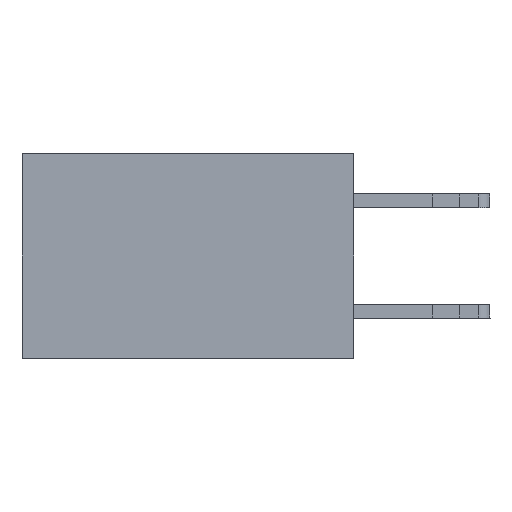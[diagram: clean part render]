
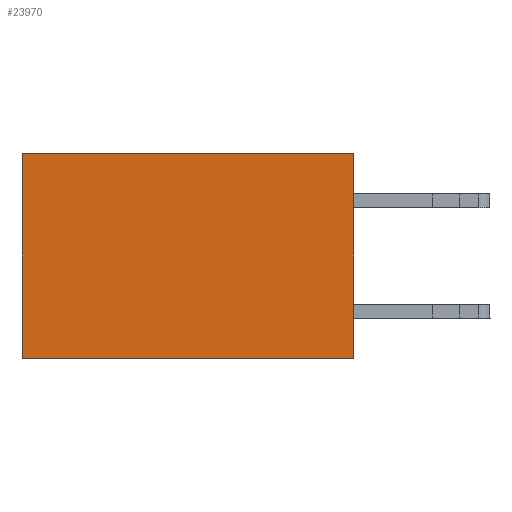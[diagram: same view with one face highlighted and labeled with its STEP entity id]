
A CAD part, left-side view. The second image highlights one B-rep face of the part: STEP entity #23970.
In plain terms, the highlighted planar face has unit normal (-1, 0, 0).
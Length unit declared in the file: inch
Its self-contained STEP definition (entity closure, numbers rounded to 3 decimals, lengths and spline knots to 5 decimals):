
#66 = DIRECTION ( 'NONE',  ( 0., 0., -1. ) ) ;
#2994 = DIRECTION ( 'NONE',  ( 0., 0., -1. ) ) ;
#3432 = AXIS2_PLACEMENT_3D ( 'NONE', #15037, #10682, #2994 ) ;
#3915 = CARTESIAN_POINT ( 'NONE',  ( 0.2875, 0., 0. ) ) ;
#4714 = VECTOR ( 'NONE', #66, 39.37008 ) ;
#6783 = VECTOR ( 'NONE', #14994, 39.37008 ) ;
#7886 = DIRECTION ( 'NONE',  ( 0., 0., -1. ) ) ;
#7918 = EDGE_CURVE ( 'NONE', #12203, #25907, #16442, .T. ) ;
#10267 = ORIENTED_EDGE ( 'NONE', *, *, #23832, .F. ) ;
#10357 = CARTESIAN_POINT ( 'NONE',  ( 0.2875, 0., -0.37 ) ) ;
#10682 = DIRECTION ( 'NONE',  ( 1., 0., 0. ) ) ;
#12203 = VERTEX_POINT ( 'NONE', #22229 ) ;
#12246 = VECTOR ( 'NONE', #16447, 39.37008 ) ;
#12627 = CARTESIAN_POINT ( 'NONE',  ( 0.2875, 0., -0.37 ) ) ;
#12799 = EDGE_CURVE ( 'NONE', #25749, #25907, #16581, .T. ) ;
#14455 = CARTESIAN_POINT ( 'NONE',  ( 0.2875, 0.6, 0. ) ) ;
#14994 = DIRECTION ( 'NONE',  ( 0., 1., 0. ) ) ;
#15037 = CARTESIAN_POINT ( 'NONE',  ( 0.2875, 0., 0. ) ) ;
#15485 = LINE ( 'NONE', #25273, #6783 ) ;
#16236 = ORIENTED_EDGE ( 'NONE', *, *, #17623, .T. ) ;
#16442 = LINE ( 'NONE', #14455, #23203 ) ;
#16447 = DIRECTION ( 'NONE',  ( 0., 1., 0. ) ) ;
#16581 = LINE ( 'NONE', #10357, #12246 ) ;
#16633 = FACE_OUTER_BOUND ( 'NONE', #20608, .T. ) ;
#17239 = CARTESIAN_POINT ( 'NONE',  ( 0.2875, 0.6, -0.37 ) ) ;
#17623 = EDGE_CURVE ( 'NONE', #21288, #12203, #15485, .T. ) ;
#19882 = ORIENTED_EDGE ( 'NONE', *, *, #12799, .F. ) ;
#20193 = ORIENTED_EDGE ( 'NONE', *, *, #7918, .T. ) ;
#20608 = EDGE_LOOP ( 'NONE', ( #20193, #19882, #10267, #16236 ) ) ;
#21288 = VERTEX_POINT ( 'NONE', #23209 ) ;
#22229 = CARTESIAN_POINT ( 'NONE',  ( 0.2875, 0.6, 0. ) ) ;
#22558 = PLANE ( 'NONE',  #3432 ) ;
#23203 = VECTOR ( 'NONE', #7886, 39.37008 ) ;
#23209 = CARTESIAN_POINT ( 'NONE',  ( 0.2875, 0., 0. ) ) ;
#23832 = EDGE_CURVE ( 'NONE', #21288, #25749, #24412, .T. ) ;
#23970 = ADVANCED_FACE ( 'NONE', ( #16633 ), #22558, .F. ) ;
#24412 = LINE ( 'NONE', #3915, #4714 ) ;
#25273 = CARTESIAN_POINT ( 'NONE',  ( 0.2875, 0., 0. ) ) ;
#25749 = VERTEX_POINT ( 'NONE', #12627 ) ;
#25907 = VERTEX_POINT ( 'NONE', #17239 ) ;
